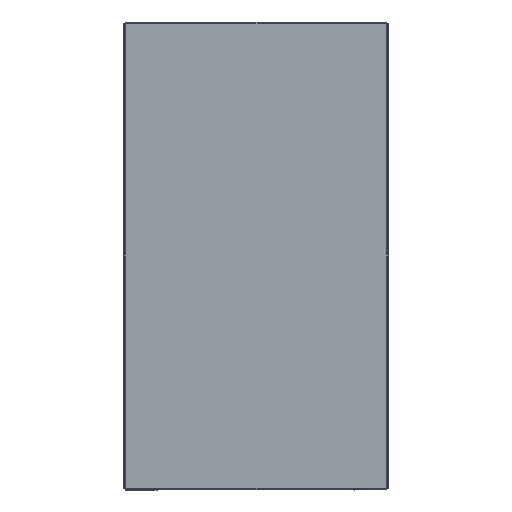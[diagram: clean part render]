
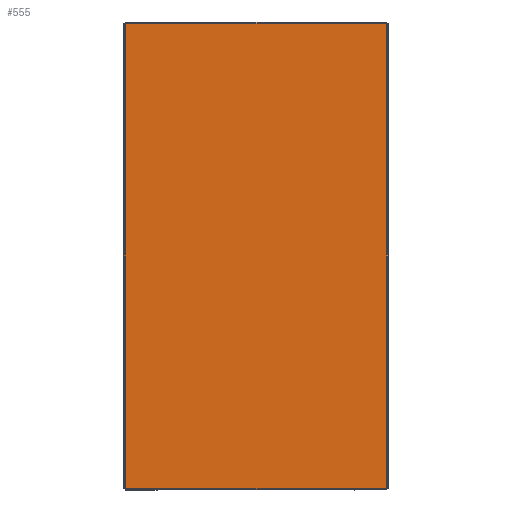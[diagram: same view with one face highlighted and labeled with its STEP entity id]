
A CAD part, left-side view. The second image highlights one B-rep face of the part: STEP entity #555.
In plain terms, the highlighted planar face has unit normal (-1, 0, 0).
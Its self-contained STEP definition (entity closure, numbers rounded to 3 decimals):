
#15 = DIRECTION ( 'NONE',  ( 0., 0., -1. ) ) ;
#103 = ORIENTED_EDGE ( 'NONE', *, *, #586, .F. ) ;
#125 = VECTOR ( 'NONE', #1648, 1000. ) ;
#151 = CARTESIAN_POINT ( 'NONE',  ( 0., 197., -353.5 ) ) ;
#193 = DIRECTION ( 'NONE',  ( 0., 0., 1. ) ) ;
#209 = CARTESIAN_POINT ( 'NONE',  ( 0., 197., -351. ) ) ;
#220 = VERTEX_POINT ( 'NONE', #3154 ) ;
#272 = FACE_OUTER_BOUND ( 'NONE', #1809, .T. ) ;
#337 = CARTESIAN_POINT ( 'NONE',  ( 0., -197., 351. ) ) ;
#409 = CARTESIAN_POINT ( 'NONE',  ( 0., -197., -351. ) ) ;
#482 = VERTEX_POINT ( 'NONE', #3226 ) ;
#555 = ADVANCED_FACE ( 'NONE', ( #272 ), #1197, .T. ) ;
#586 = EDGE_CURVE ( 'NONE', #3530, #1799, #2595, .T. ) ;
#608 = VECTOR ( 'NONE', #801, 1000. ) ;
#658 = EDGE_CURVE ( 'NONE', #3534, #1827, #906, .T. ) ;
#675 = DIRECTION ( 'NONE',  ( 0., 0., 1. ) ) ;
#715 = DIRECTION ( 'NONE',  ( 0., 1., 0. ) ) ;
#761 = CARTESIAN_POINT ( 'NONE',  ( 0., 197., 351. ) ) ;
#770 = VERTEX_POINT ( 'NONE', #1607 ) ;
#801 = DIRECTION ( 'NONE',  ( 0., -1., 0. ) ) ;
#846 = CARTESIAN_POINT ( 'NONE',  ( 0., 197.257, 0. ) ) ;
#874 = VECTOR ( 'NONE', #1463, 1000. ) ;
#906 = LINE ( 'NONE', #2713, #1393 ) ;
#938 = AXIS2_PLACEMENT_3D ( 'NONE', #2097, #2071, #3538 ) ;
#941 = ORIENTED_EDGE ( 'NONE', *, *, #3195, .F. ) ;
#945 = ORIENTED_EDGE ( 'NONE', *, *, #658, .T. ) ;
#949 = CARTESIAN_POINT ( 'NONE',  ( 0., 197., 351. ) ) ;
#953 = EDGE_CURVE ( 'NONE', #3530, #220, #3134, .T. ) ;
#1073 = CARTESIAN_POINT ( 'NONE',  ( 0., -197., -353.5 ) ) ;
#1134 = CARTESIAN_POINT ( 'NONE',  ( 0., -199.5, 351. ) ) ;
#1147 = ORIENTED_EDGE ( 'NONE', *, *, #1355, .F. ) ;
#1149 = DIRECTION ( 'NONE',  ( 0., 0., 1. ) ) ;
#1197 = PLANE ( 'NONE',  #938 ) ;
#1229 = ORIENTED_EDGE ( 'NONE', *, *, #3517, .T. ) ;
#1242 = VECTOR ( 'NONE', #193, 1000. ) ;
#1264 = ORIENTED_EDGE ( 'NONE', *, *, #953, .T. ) ;
#1288 = VECTOR ( 'NONE', #2537, 1000. ) ;
#1355 = EDGE_CURVE ( 'NONE', #770, #1673, #1668, .T. ) ;
#1393 = VECTOR ( 'NONE', #715, 1000. ) ;
#1399 = EDGE_CURVE ( 'NONE', #2907, #220, #3536, .T. ) ;
#1411 = VECTOR ( 'NONE', #2687, 1000. ) ;
#1463 = DIRECTION ( 'NONE',  ( 0., -1., 0. ) ) ;
#1512 = CARTESIAN_POINT ( 'NONE',  ( 0., -197., -351.257 ) ) ;
#1605 = LINE ( 'NONE', #761, #1242 ) ;
#1607 = CARTESIAN_POINT ( 'NONE',  ( 0., 197.257, 351. ) ) ;
#1648 = DIRECTION ( 'NONE',  ( 0., -1., 0. ) ) ;
#1650 = LINE ( 'NONE', #337, #1411 ) ;
#1656 = LINE ( 'NONE', #1923, #2616 ) ;
#1668 = LINE ( 'NONE', #2795, #125 ) ;
#1673 = VERTEX_POINT ( 'NONE', #949 ) ;
#1684 = ORIENTED_EDGE ( 'NONE', *, *, #3470, .T. ) ;
#1799 = VERTEX_POINT ( 'NONE', #2767 ) ;
#1809 = EDGE_LOOP ( 'NONE', ( #2104, #945, #941, #1147, #1229, #3382, #3582, #1684, #3590, #103, #1264, #2484 ) ) ;
#1827 = VERTEX_POINT ( 'NONE', #2170 ) ;
#1923 = CARTESIAN_POINT ( 'NONE',  ( 0., 197., -351. ) ) ;
#1959 = CARTESIAN_POINT ( 'NONE',  ( 0., 197.257, -351. ) ) ;
#1968 = VERTEX_POINT ( 'NONE', #209 ) ;
#2059 = CARTESIAN_POINT ( 'NONE',  ( 0., 0., -351.257 ) ) ;
#2071 = DIRECTION ( 'NONE',  ( -1., 0., 0. ) ) ;
#2097 = CARTESIAN_POINT ( 'NONE',  ( 0., 0., 0. ) ) ;
#2104 = ORIENTED_EDGE ( 'NONE', *, *, #3688, .F. ) ;
#2170 = CARTESIAN_POINT ( 'NONE',  ( 0., 197., 351.257 ) ) ;
#2272 = VECTOR ( 'NONE', #1149, 1000. ) ;
#2334 = VERTEX_POINT ( 'NONE', #1512 ) ;
#2417 = VECTOR ( 'NONE', #675, 1000. ) ;
#2470 = LINE ( 'NONE', #151, #2417 ) ;
#2484 = ORIENTED_EDGE ( 'NONE', *, *, #1399, .F. ) ;
#2537 = DIRECTION ( 'NONE',  ( 0., 0., -1. ) ) ;
#2595 = LINE ( 'NONE', #409, #3415 ) ;
#2613 = VECTOR ( 'NONE', #15, 1000. ) ;
#2616 = VECTOR ( 'NONE', #3062, 1000. ) ;
#2658 = CARTESIAN_POINT ( 'NONE',  ( 0., -197., 351. ) ) ;
#2662 = EDGE_CURVE ( 'NONE', #1799, #2334, #3617, .T. ) ;
#2687 = DIRECTION ( 'NONE',  ( 0., 0., -1. ) ) ;
#2713 = CARTESIAN_POINT ( 'NONE',  ( 0., 0., 351.257 ) ) ;
#2767 = CARTESIAN_POINT ( 'NONE',  ( 0., -197., -351. ) ) ;
#2795 = CARTESIAN_POINT ( 'NONE',  ( 0., 199.5, 351. ) ) ;
#2886 = CARTESIAN_POINT ( 'NONE',  ( 0., -197.257, 0. ) ) ;
#2907 = VERTEX_POINT ( 'NONE', #2658 ) ;
#3062 = DIRECTION ( 'NONE',  ( 0., 1., 0. ) ) ;
#3134 = LINE ( 'NONE', #2886, #2272 ) ;
#3154 = CARTESIAN_POINT ( 'NONE',  ( 0., -197.257, 351. ) ) ;
#3175 = CARTESIAN_POINT ( 'NONE',  ( 0., -197.257, -351. ) ) ;
#3190 = CARTESIAN_POINT ( 'NONE',  ( 0., -197., 351.257 ) ) ;
#3195 = EDGE_CURVE ( 'NONE', #1673, #1827, #1605, .T. ) ;
#3200 = LINE ( 'NONE', #2059, #874 ) ;
#3222 = EDGE_CURVE ( 'NONE', #1968, #3361, #1656, .T. ) ;
#3226 = CARTESIAN_POINT ( 'NONE',  ( 0., 197., -351.257 ) ) ;
#3288 = DIRECTION ( 'NONE',  ( 0., 1., 0. ) ) ;
#3361 = VERTEX_POINT ( 'NONE', #1959 ) ;
#3382 = ORIENTED_EDGE ( 'NONE', *, *, #3222, .F. ) ;
#3415 = VECTOR ( 'NONE', #3288, 1000. ) ;
#3470 = EDGE_CURVE ( 'NONE', #482, #2334, #3200, .T. ) ;
#3517 = EDGE_CURVE ( 'NONE', #770, #3361, #3753, .T. ) ;
#3530 = VERTEX_POINT ( 'NONE', #3175 ) ;
#3534 = VERTEX_POINT ( 'NONE', #3190 ) ;
#3536 = LINE ( 'NONE', #1134, #608 ) ;
#3538 = DIRECTION ( 'NONE',  ( 0., 0., 1. ) ) ;
#3582 = ORIENTED_EDGE ( 'NONE', *, *, #3694, .F. ) ;
#3590 = ORIENTED_EDGE ( 'NONE', *, *, #2662, .F. ) ;
#3617 = LINE ( 'NONE', #1073, #1288 ) ;
#3688 = EDGE_CURVE ( 'NONE', #3534, #2907, #1650, .T. ) ;
#3694 = EDGE_CURVE ( 'NONE', #482, #1968, #2470, .T. ) ;
#3753 = LINE ( 'NONE', #846, #2613 ) ;
